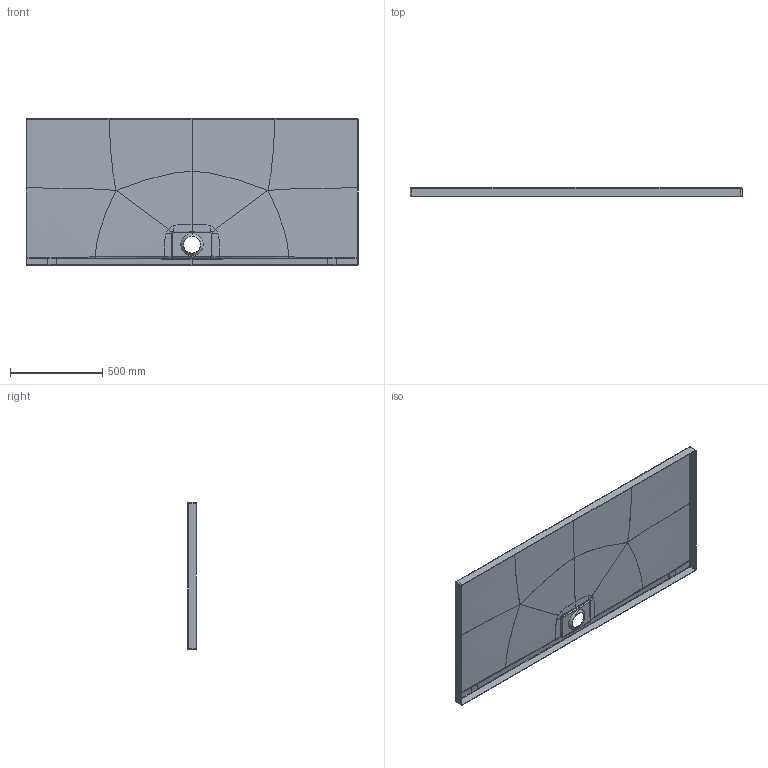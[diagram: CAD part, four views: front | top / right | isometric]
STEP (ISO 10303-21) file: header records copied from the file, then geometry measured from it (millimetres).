
FILE_DESCRIPTION((''),'2;1');
FILE_NAME('MASTER-FILE_1800X800','2015-11-25T',('grootj'),('Villeroy & Boch Wellness bv'),'CREO PARAMETRIC BY PTC INC, 2015290','CREO PARAMETRIC BY PTC INC, 2015290','');
FILE_SCHEMA(('CONFIG_CONTROL_DESIGN'));
Length unit declared in the file: millimetre
Products named in the file (1): MASTER-FILE_1800X800
Bounding box: 1800 x 48 x 800 mm (x, y, z)
Volume: 5013539.4 mm3; surface area: 3358402.9 mm2
Topology: 1 solids, 1 shells, 241 faces, 550 edges, 312 vertices
Faces by surface type: bspline 184, cylinder 26, plane 23, cone 8
Entity records: 16434 total; most frequent: CARTESIAN_POINT 12264, ORIENTED_EDGE 1100, EDGE_CURVE 550, DIRECTION 460, VERTEX_POINT 312, B_SPLINE_CURVE_WITH_KNOTS 311, EDGE_LOOP 244, FACE_OUTER_BOUND 241
